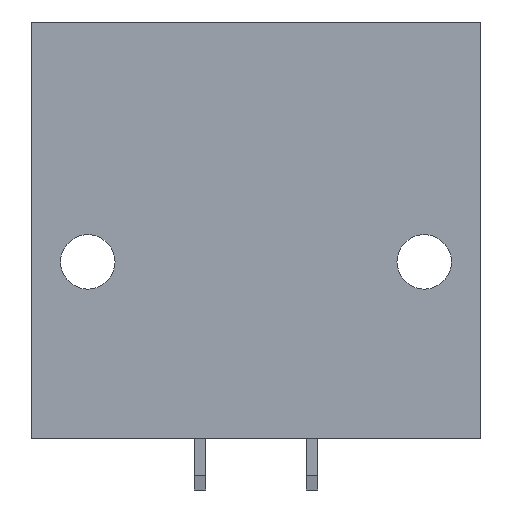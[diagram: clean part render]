
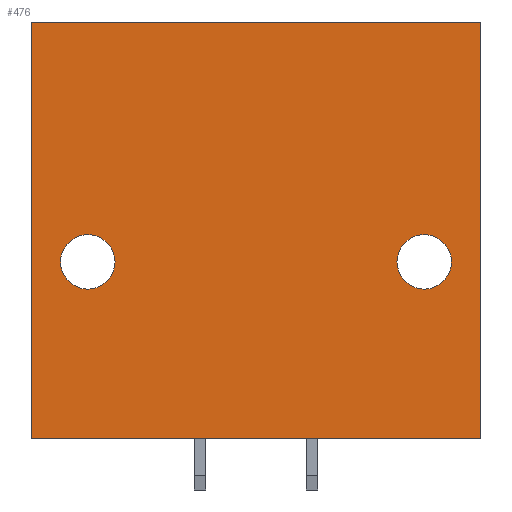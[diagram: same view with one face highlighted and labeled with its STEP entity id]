
A CAD part, front view. The second image highlights one B-rep face of the part: STEP entity #476.
In plain terms, the highlighted planar face has unit normal (0, -1, 0).
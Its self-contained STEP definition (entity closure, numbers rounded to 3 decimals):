
#413=AXIS2_PLACEMENT_3D('Plane Axis2P3D',#410,#411,#412) ;
#442=AXIS2_PLACEMENT_3D('Circle Axis2P3D',#440,#441,$) ;
#451=AXIS2_PLACEMENT_3D('Circle Axis2P3D',#449,#450,$) ;
#460=AXIS2_PLACEMENT_3D('Circle Axis2P3D',#458,#459,$) ;
#469=AXIS2_PLACEMENT_3D('Circle Axis2P3D',#467,#468,$) ;
#216=CARTESIAN_POINT('Vertex',(30.48,0.,3.5)) ;
#219=CARTESIAN_POINT('Line Origine',(15.24,0.,3.5)) ;
#223=CARTESIAN_POINT('Vertex',(0.,0.,3.5)) ;
#410=CARTESIAN_POINT('Axis2P3D Location',(7.62,0.,31.8)) ;
#415=CARTESIAN_POINT('Line Origine',(30.48,0.,17.65)) ;
#419=CARTESIAN_POINT('Vertex',(30.48,0.,31.8)) ;
#422=CARTESIAN_POINT('Line Origine',(15.24,0.,31.8)) ;
#426=CARTESIAN_POINT('Vertex',(0.,0.,31.8)) ;
#429=CARTESIAN_POINT('Line Origine',(0.,0.,17.65)) ;
#440=CARTESIAN_POINT('Axis2P3D Location',(26.67,0.,15.5)) ;
#444=CARTESIAN_POINT('Vertex',(26.67,0.,17.35)) ;
#446=CARTESIAN_POINT('Vertex',(26.67,0.,13.65)) ;
#449=CARTESIAN_POINT('Axis2P3D Location',(26.67,0.,15.5)) ;
#458=CARTESIAN_POINT('Axis2P3D Location',(3.81,0.,15.5)) ;
#462=CARTESIAN_POINT('Vertex',(3.81,0.,17.35)) ;
#464=CARTESIAN_POINT('Vertex',(3.81,0.,13.65)) ;
#467=CARTESIAN_POINT('Axis2P3D Location',(3.81,0.,15.5)) ;
#220=DIRECTION('Vector Direction',(-1.,0.,0.)) ;
#411=DIRECTION('Axis2P3D Direction',(0.,-1.,0.)) ;
#412=DIRECTION('Axis2P3D XDirection',(0.,-0.,-1.)) ;
#416=DIRECTION('Vector Direction',(0.,0.,-1.)) ;
#423=DIRECTION('Vector Direction',(1.,0.,0.)) ;
#430=DIRECTION('Vector Direction',(0.,0.,-1.)) ;
#441=DIRECTION('Axis2P3D Direction',(0.,-1.,0.)) ;
#450=DIRECTION('Axis2P3D Direction',(0.,-1.,0.)) ;
#459=DIRECTION('Axis2P3D Direction',(0.,-1.,0.)) ;
#468=DIRECTION('Axis2P3D Direction',(0.,-1.,0.)) ;
#221=VECTOR('Line Direction',#220,1.) ;
#417=VECTOR('Line Direction',#416,1.) ;
#424=VECTOR('Line Direction',#423,1.) ;
#431=VECTOR('Line Direction',#430,1.) ;
#435=ORIENTED_EDGE('',*,*,#421,.F.) ;
#436=ORIENTED_EDGE('',*,*,#428,.T.) ;
#437=ORIENTED_EDGE('',*,*,#433,.T.) ;
#438=ORIENTED_EDGE('',*,*,#225,.T.) ;
#455=ORIENTED_EDGE('',*,*,#448,.T.) ;
#456=ORIENTED_EDGE('',*,*,#453,.T.) ;
#473=ORIENTED_EDGE('',*,*,#466,.F.) ;
#474=ORIENTED_EDGE('',*,*,#471,.F.) ;
#457=FACE_BOUND('',#454,.T.) ;
#475=FACE_BOUND('',#472,.T.) ;
#476=ADVANCED_FACE('HOUSING',(#439,#457,#475),#414,.T.) ;
#443=CIRCLE('generated circle',#442,1.85) ;
#452=CIRCLE('generated circle',#451,1.85) ;
#461=CIRCLE('generated circle',#460,1.85) ;
#470=CIRCLE('generated circle',#469,1.85) ;
#225=EDGE_CURVE('',#224,#217,#222,.F.) ;
#421=EDGE_CURVE('',#420,#217,#418,.T.) ;
#428=EDGE_CURVE('',#420,#427,#425,.F.) ;
#433=EDGE_CURVE('',#427,#224,#432,.T.) ;
#448=EDGE_CURVE('',#445,#447,#443,.F.) ;
#453=EDGE_CURVE('',#447,#445,#452,.F.) ;
#466=EDGE_CURVE('',#463,#465,#461,.T.) ;
#471=EDGE_CURVE('',#465,#463,#470,.T.) ;
#434=EDGE_LOOP('',(#435,#436,#437,#438)) ;
#454=EDGE_LOOP('',(#455,#456)) ;
#472=EDGE_LOOP('',(#473,#474)) ;
#439=FACE_OUTER_BOUND('',#434,.T.) ;
#222=LINE('Line',#219,#221) ;
#418=LINE('Line',#415,#417) ;
#425=LINE('Line',#422,#424) ;
#432=LINE('Line',#429,#431) ;
#414=PLANE('',#413) ;
#217=VERTEX_POINT('',#216) ;
#224=VERTEX_POINT('',#223) ;
#420=VERTEX_POINT('',#419) ;
#427=VERTEX_POINT('',#426) ;
#445=VERTEX_POINT('',#444) ;
#447=VERTEX_POINT('',#446) ;
#463=VERTEX_POINT('',#462) ;
#465=VERTEX_POINT('',#464) ;
